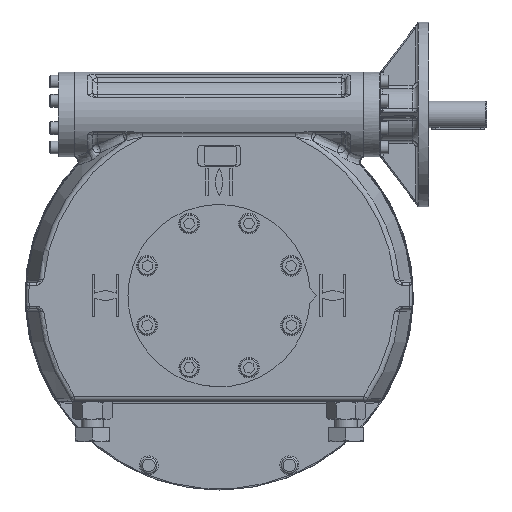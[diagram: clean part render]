
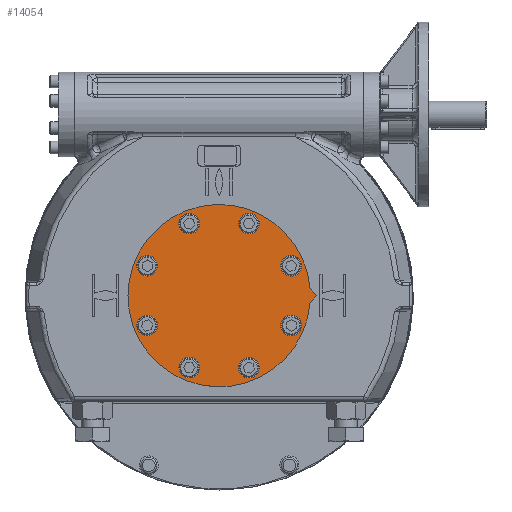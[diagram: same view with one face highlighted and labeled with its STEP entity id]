
A CAD part, top view. The second image highlights one B-rep face of the part: STEP entity #14054.
In plain terms, the highlighted planar face has unit normal (0, 0, 1).
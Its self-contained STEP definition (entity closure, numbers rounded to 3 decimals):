
#834=LINE('',#34352,#1668);
#838=LINE('',#34361,#1672);
#1668=VECTOR('',#20366,1000.);
#1672=VECTOR('',#20372,1000.);
#5634=ORIENTED_EDGE('',*,*,#8136,.F.);
#5635=ORIENTED_EDGE('',*,*,#8137,.F.);
#5636=ORIENTED_EDGE('',*,*,#8138,.F.);
#5637=ORIENTED_EDGE('',*,*,#8139,.F.);
#5638=ORIENTED_EDGE('',*,*,#8140,.F.);
#5639=ORIENTED_EDGE('',*,*,#8141,.F.);
#5640=ORIENTED_EDGE('',*,*,#8142,.F.);
#5641=ORIENTED_EDGE('',*,*,#8143,.F.);
#5642=ORIENTED_EDGE('',*,*,#8127,.T.);
#5643=ORIENTED_EDGE('',*,*,#8131,.T.);
#5644=ORIENTED_EDGE('',*,*,#8134,.T.);
#8127=EDGE_CURVE('',#9743,#9744,#834,.T.);
#8131=EDGE_CURVE('',#9744,#9747,#838,.T.);
#8134=EDGE_CURVE('',#9747,#9743,#10562,.T.);
#8136=EDGE_CURVE('',#9749,#9749,#10564,.T.);
#8137=EDGE_CURVE('',#9750,#9750,#10565,.T.);
#8138=EDGE_CURVE('',#9751,#9751,#10566,.T.);
#8139=EDGE_CURVE('',#9752,#9752,#10567,.T.);
#8140=EDGE_CURVE('',#9753,#9753,#10568,.T.);
#8141=EDGE_CURVE('',#9754,#9754,#10569,.T.);
#8142=EDGE_CURVE('',#9755,#9755,#10570,.T.);
#8143=EDGE_CURVE('',#9756,#9756,#10571,.T.);
#9743=VERTEX_POINT('',#34353);
#9744=VERTEX_POINT('',#34354);
#9747=VERTEX_POINT('',#34362);
#9749=VERTEX_POINT('',#34371);
#9750=VERTEX_POINT('',#34373);
#9751=VERTEX_POINT('',#34375);
#9752=VERTEX_POINT('',#34377);
#9753=VERTEX_POINT('',#34379);
#9754=VERTEX_POINT('',#34381);
#9755=VERTEX_POINT('',#34383);
#9756=VERTEX_POINT('',#34385);
#10562=CIRCLE('',#17231,172.5);
#10564=CIRCLE('',#17234,12.5);
#10565=CIRCLE('',#17235,12.5);
#10566=CIRCLE('',#17236,12.5);
#10567=CIRCLE('',#17237,12.5);
#10568=CIRCLE('',#17238,12.5);
#10569=CIRCLE('',#17239,12.5);
#10570=CIRCLE('',#17240,12.5);
#10571=CIRCLE('',#17241,12.5);
#11588=EDGE_LOOP('',(#5634));
#11589=EDGE_LOOP('',(#5635));
#11590=EDGE_LOOP('',(#5636));
#11591=EDGE_LOOP('',(#5637));
#11592=EDGE_LOOP('',(#5638));
#11593=EDGE_LOOP('',(#5639));
#11594=EDGE_LOOP('',(#5640));
#11595=EDGE_LOOP('',(#5641));
#11596=EDGE_LOOP('',(#5642,#5643,#5644));
#12726=FACE_BOUND('',#11588,.T.);
#12727=FACE_BOUND('',#11589,.T.);
#12728=FACE_BOUND('',#11590,.T.);
#12729=FACE_BOUND('',#11591,.T.);
#12730=FACE_BOUND('',#11592,.T.);
#12731=FACE_BOUND('',#11593,.T.);
#12732=FACE_BOUND('',#11594,.T.);
#12733=FACE_BOUND('',#11595,.T.);
#12734=FACE_BOUND('',#11596,.T.);
#13303=PLANE('',#17233);
#14054=ADVANCED_FACE('',(#12726,#12727,#12728,#12729,#12730,#12731,#12732,
#12733,#12734),#13303,.T.);
#17231=AXIS2_PLACEMENT_3D('',#34367,#20377,#20378);
#17233=AXIS2_PLACEMENT_3D('',#34369,#20381,#20382);
#17234=AXIS2_PLACEMENT_3D('',#34370,#20383,#20384);
#17235=AXIS2_PLACEMENT_3D('',#34372,#20385,#20386);
#17236=AXIS2_PLACEMENT_3D('',#34374,#20387,#20388);
#17237=AXIS2_PLACEMENT_3D('',#34376,#20389,#20390);
#17238=AXIS2_PLACEMENT_3D('',#34378,#20391,#20392);
#17239=AXIS2_PLACEMENT_3D('',#34380,#20393,#20394);
#17240=AXIS2_PLACEMENT_3D('',#34382,#20395,#20396);
#17241=AXIS2_PLACEMENT_3D('',#34384,#20397,#20398);
#20366=DIRECTION('',(0.707,0.707,0.));
#20372=DIRECTION('',(-0.707,0.707,0.));
#20377=DIRECTION('',(0.,0.,1.));
#20378=DIRECTION('',(1.,0.,0.));
#20381=DIRECTION('',(0.,0.,1.));
#20382=DIRECTION('',(1.,0.,0.));
#20383=DIRECTION('',(0.,0.,1.));
#20384=DIRECTION('',(0.707,-0.707,0.));
#20385=DIRECTION('',(0.,0.,1.));
#20386=DIRECTION('',(0.,-1.,0.));
#20387=DIRECTION('',(0.,0.,1.));
#20388=DIRECTION('',(-0.707,-0.707,0.));
#20389=DIRECTION('',(0.,0.,1.));
#20390=DIRECTION('',(-1.,0.,0.));
#20391=DIRECTION('',(0.,0.,1.));
#20392=DIRECTION('',(-0.707,0.707,0.));
#20393=DIRECTION('',(0.,0.,1.));
#20394=DIRECTION('',(0.,1.,0.));
#20395=DIRECTION('',(0.,0.,1.));
#20396=DIRECTION('',(0.707,0.707,0.));
#20397=DIRECTION('',(0.,0.,1.));
#20398=DIRECTION('',(1.,0.,0.));
#34352=CARTESIAN_POINT('',(185.,0.,78.25));
#34353=CARTESIAN_POINT('',(172.01,-12.99,78.25));
#34354=CARTESIAN_POINT('',(185.,0.,78.25));
#34361=CARTESIAN_POINT('',(185.,0.,78.25));
#34362=CARTESIAN_POINT('',(172.01,12.99,78.25));
#34367=CARTESIAN_POINT('',(0.,0.,78.25));
#34369=CARTESIAN_POINT('',(0.,0.,78.25));
#34370=CARTESIAN_POINT('',(56.446,-136.272,78.25));
#34371=CARTESIAN_POINT('',(65.285,-145.111,78.25));
#34372=CARTESIAN_POINT('',(-56.446,-136.272,78.25));
#34373=CARTESIAN_POINT('',(-56.446,-148.772,78.25));
#34374=CARTESIAN_POINT('',(-136.272,-56.446,78.25));
#34375=CARTESIAN_POINT('',(-145.111,-65.285,78.25));
#34376=CARTESIAN_POINT('',(-136.272,56.446,78.25));
#34377=CARTESIAN_POINT('',(-148.772,56.446,78.25));
#34378=CARTESIAN_POINT('',(-56.446,136.272,78.25));
#34379=CARTESIAN_POINT('',(-65.285,145.111,78.25));
#34380=CARTESIAN_POINT('',(56.446,136.272,78.25));
#34381=CARTESIAN_POINT('',(56.446,148.772,78.25));
#34382=CARTESIAN_POINT('',(136.272,56.446,78.25));
#34383=CARTESIAN_POINT('',(145.111,65.285,78.25));
#34384=CARTESIAN_POINT('',(136.272,-56.446,78.25));
#34385=CARTESIAN_POINT('',(148.772,-56.446,78.25));
